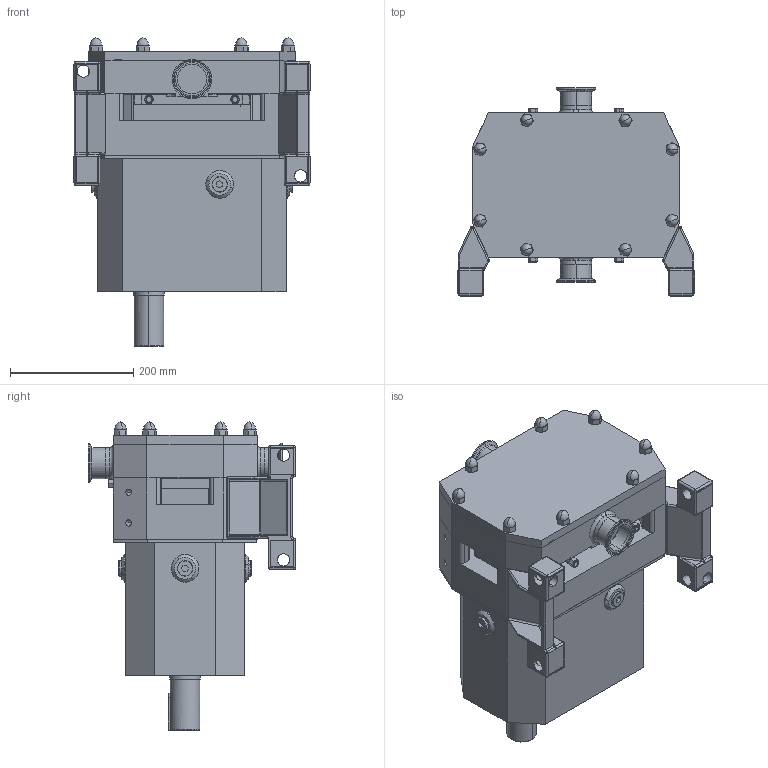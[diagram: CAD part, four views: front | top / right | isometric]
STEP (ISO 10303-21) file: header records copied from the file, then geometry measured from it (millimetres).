
FILE_DESCRIPTION (( 'STEP AP214' ), '1' );
FILE_NAME ('SLES-TC-LEFT.STEP', '2022-05-13T13:42:52', ( '' ), ( '' ), 'SwSTEP 2.0', 'SolidWorks 2021', '' );
FILE_SCHEMA (( 'AUTOMOTIVE_DESIGN' ));
Length unit declared in the file: millimetre
Products named in the file (3): SLES-TC-LEFT; Copy of SLES-0732 V LHD^GA4017; Copy of Z94-5121-33 - 2 INCH^GA4017
Assembly tree (3 placements, depth 2):
  SLES-TC-LEFT
    Copy of SLES-0732 V LHD^GA4017
    Copy of Z94-5121-33 - 2 INCH^GA4017  x2
Bounding box: 383.94 x 337.5 x 500.7 mm (x, y, z)
Volume: 24141325.2 mm3; surface area: 873373 mm2
Topology: 3 solids, 3 shells, 950 faces, 2399 edges, 1435 vertices
Faces by surface type: plane 368, cylinder 268, cone 180, torus 80, sphere 34, bspline 20
Entity records: 32118 total; most frequent: CARTESIAN_POINT 8143, ORIENTED_EDGE 4614, DIRECTION 4534, EDGE_CURVE 2307, AXIS2_PLACEMENT_3D 1706, VERTEX_POINT 1407, LINE 1122, VECTOR 1122
